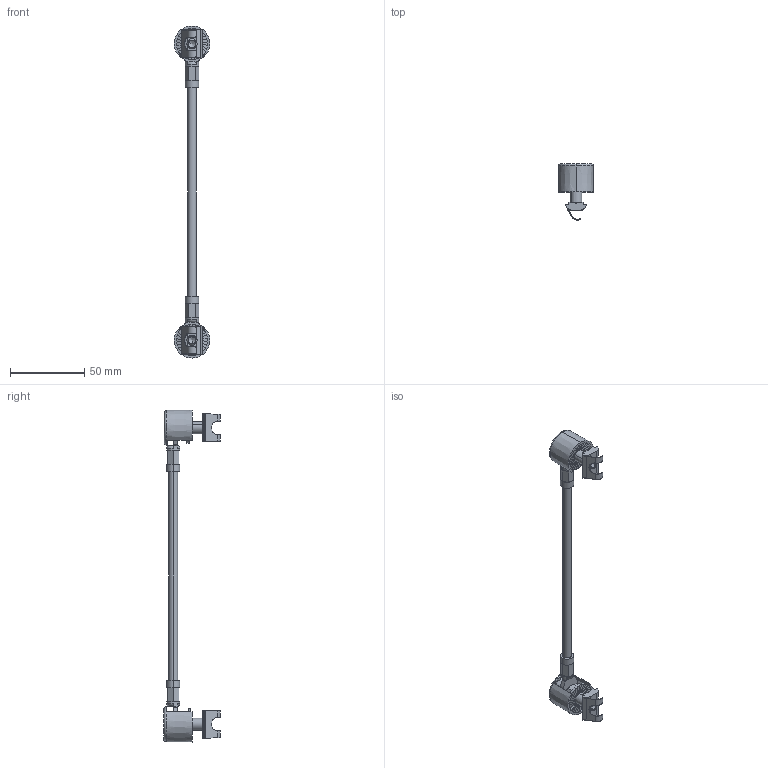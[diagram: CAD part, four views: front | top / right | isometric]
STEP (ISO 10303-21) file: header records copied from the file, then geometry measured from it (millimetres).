
FILE_DESCRIPTION (( 'STEP AP203' ), '1' );
FILE_NAME ('151281.step', '2021-06-03T16:06:13', ( '' ), ( '' ), 'SwSTEP 2.0', 'SolidWorks 2021', '' );
FILE_SCHEMA (( 'CONFIG_CONTROL_DESIGN' ));
Length unit declared in the file: millimetre
Products named in the file (1): 151281
Bounding box: 23.94 x 38 x 224 mm (x, y, z)
Volume: 20309.1 mm3; surface area: 20875 mm2
Topology: 15 solids, 15 shells, 736 faces, 1966 edges, 1206 vertices
Faces by surface type: plane 410, cylinder 102, cone 88, bspline 72, torus 60, sphere 4
Entity records: 25185 total; most frequent: CARTESIAN_POINT 7813, ORIENTED_EDGE 3812, DIRECTION 3412, EDGE_CURVE 1906, AXIS2_PLACEMENT_3D 1239, VERTEX_POINT 1206, VECTOR 934, LINE 934
